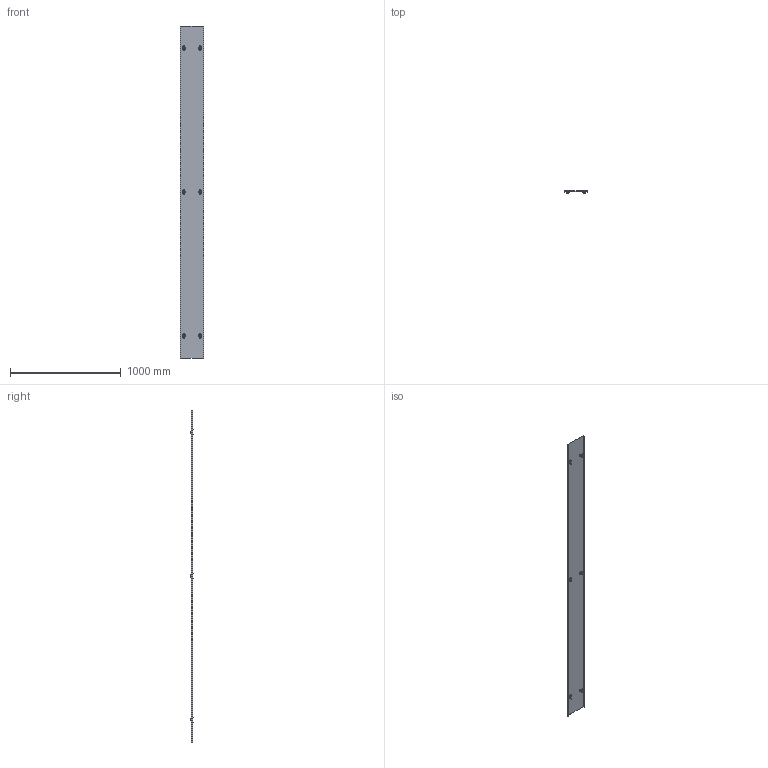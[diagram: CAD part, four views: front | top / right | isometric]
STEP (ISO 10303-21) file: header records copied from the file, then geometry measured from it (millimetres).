
FILE_DESCRIPTION (( 'STEP AP214' ), '1' );
FILE_NAME ('6227422_KSTP1.stp', '2025-08-04T07:58:50', ( '' ), ( '' ), 'SwSTEP 2.0', 'SolidWorks 2024', '' );
FILE_SCHEMA (( 'AUTOMOTIVE_DESIGN' ));
Length unit declared in the file: millimetre
Products named in the file (4): 099600_Standard; 6227422_KSTP1; 109905_quadratisch; 116611_WS 200x3000 s=1,0
Assembly tree (13 placements, depth 2):
  6227422_KSTP1
    116611_WS 200x3000 s=1,0
    109905_quadratisch  x6
    099600_Standard  x6
Bounding box: 209 x 21.36 x 3000 mm (x, y, z)
Volume: 706606.6 mm3; surface area: 1415340.9 mm2
Topology: 13 solids, 13 shells, 1022 faces, 2692 edges, 1702 vertices
Faces by surface type: plane 480, bspline 186, cylinder 176, cone 168, torus 12
Entity records: 7903 total; most frequent: CARTESIAN_POINT 3105, ORIENTED_EDGE 1030, DIRECTION 889, EDGE_CURVE 515, AXIS2_PLACEMENT_3D 328, VERTEX_POINT 327, LINE 233, VECTOR 233
